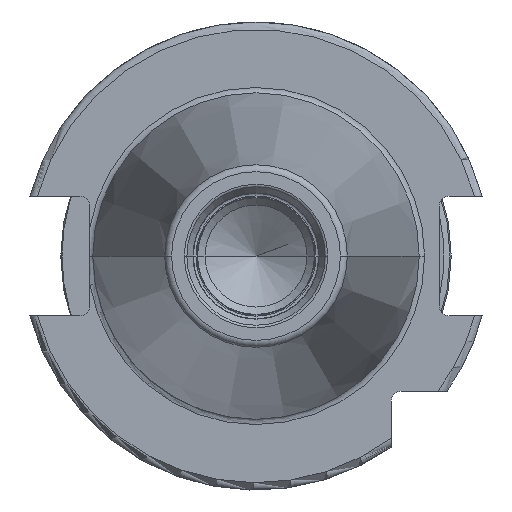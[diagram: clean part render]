
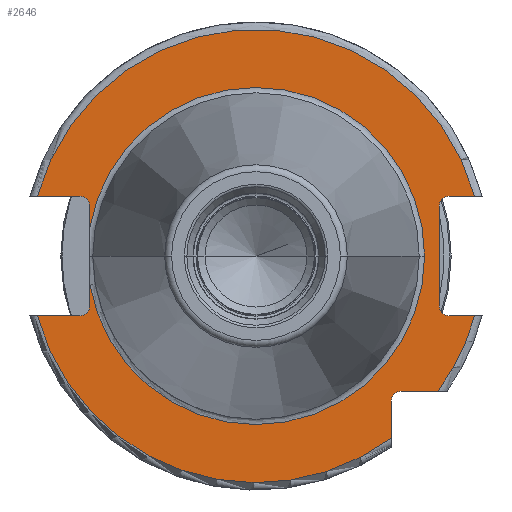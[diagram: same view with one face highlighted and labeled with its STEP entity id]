
A CAD part, left-side view. The second image highlights one B-rep face of the part: STEP entity #2646.
In plain terms, the highlighted planar face has unit normal (-1, 0, 0).
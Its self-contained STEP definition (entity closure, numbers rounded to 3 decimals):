
#105=CARTESIAN_POINT('',(3.2,22.55,-3.842));
#117=CARTESIAN_POINT('',(3.2,0.,0.));
#118=DIRECTION('',(-1.,0.,0.));
#119=DIRECTION('',(0.,0.986,-0.168));
#120=AXIS2_PLACEMENT_3D('',#117,#118,#119);
#147=CARTESIAN_POINT('',(3.2,23.9,-6.75));
#148=DIRECTION('',(1.,0.,0.));
#149=DIRECTION('',(0.,-1.,0.));
#150=AXIS2_PLACEMENT_3D('',#147,#148,#149);
#217=CARTESIAN_POINT('',(3.2,-26.2,6.75));
#218=DIRECTION('',(1.,0.,0.));
#219=DIRECTION('',(0.,1.,0.));
#220=AXIS2_PLACEMENT_3D('',#217,#218,#219);
#617=CARTESIAN_POINT('',(3.2,-26.2,-6.75));
#618=DIRECTION('',(1.,0.,0.));
#619=DIRECTION('',(0.,0.,-1.));
#620=AXIS2_PLACEMENT_3D('',#617,#618,#619);
#684=DIRECTION('',(0.,0.,-1.));
#685=VECTOR('',#684,2.908);
#686=CARTESIAN_POINT('',(3.2,22.55,6.75));
#687=LINE('',#686,#685);
#688=DIRECTION('',(0.,-1.,0.));
#689=VECTOR('',#688,5.777);
#690=CARTESIAN_POINT('',(3.2,29.677,8.1));
#691=LINE('',#690,#689);
#692=CARTESIAN_POINT('',(3.2,0.,0.));
#693=DIRECTION('',(1.,0.,0.));
#694=DIRECTION('',(0.,0.965,0.263));
#695=AXIS2_PLACEMENT_3D('',#692,#693,#694);
#697=DIRECTION('',(0.,1.,0.));
#698=VECTOR('',#697,3.477);
#699=CARTESIAN_POINT('',(3.2,-29.677,8.1));
#700=LINE('',#699,#698);
#701=DIRECTION('',(0.,0.,1.));
#702=VECTOR('',#701,13.5);
#703=CARTESIAN_POINT('',(3.2,-24.85,-6.75));
#704=LINE('',#703,#702);
#705=DIRECTION('',(0.,1.,0.));
#706=VECTOR('',#705,3.477);
#707=CARTESIAN_POINT('',(3.2,-29.677,-8.1));
#708=LINE('',#707,#706);
#709=CARTESIAN_POINT('',(3.2,0.,0.));
#710=DIRECTION('',(-1.,0.,0.));
#711=DIRECTION('',(0.,-0.803,-0.597));
#712=AXIS2_PLACEMENT_3D('',#709,#710,#711);
#714=DIRECTION('',(0.,-1.,0.));
#715=VECTOR('',#714,4.99);
#716=CARTESIAN_POINT('',(3.2,-19.7,-18.35));
#717=LINE('',#716,#715);
#718=DIRECTION('',(0.,0.,1.));
#719=VECTOR('',#718,4.99);
#720=CARTESIAN_POINT('',(3.2,-18.35,-24.69));
#721=LINE('',#720,#719);
#722=CARTESIAN_POINT('',(3.2,0.,0.));
#723=DIRECTION('',(-1.,0.,0.));
#724=DIRECTION('',(0.,0.965,-0.263));
#725=AXIS2_PLACEMENT_3D('',#722,#723,#724);
#727=DIRECTION('',(0.,-1.,0.));
#728=VECTOR('',#727,5.777);
#729=CARTESIAN_POINT('',(3.2,29.677,-8.1));
#730=LINE('',#729,#728);
#731=DIRECTION('',(0.,0.,-1.));
#732=VECTOR('',#731,2.908);
#733=CARTESIAN_POINT('',(3.2,22.55,-3.842));
#734=LINE('',#733,#732);
#744=CARTESIAN_POINT('',(3.2,23.9,6.75));
#745=DIRECTION('',(1.,0.,0.));
#746=DIRECTION('',(0.,0.,1.));
#747=AXIS2_PLACEMENT_3D('',#744,#745,#746);
#758=CARTESIAN_POINT('',(3.2,29.677,8.1));
#765=CARTESIAN_POINT('',(3.2,-29.677,8.1));
#1185=CARTESIAN_POINT('',(3.2,29.677,-8.1));
#1221=CARTESIAN_POINT('',(3.2,-29.677,-8.1));
#1248=CARTESIAN_POINT('',(3.2,-19.7,-19.7));
#1249=DIRECTION('',(1.,0.,0.));
#1250=DIRECTION('',(0.,1.,0.));
#1251=AXIS2_PLACEMENT_3D('',#1248,#1249,#1250);
#1319=CARTESIAN_POINT('',(3.2,22.55,3.842));
#1330=CARTESIAN_POINT('',(3.2,0.,0.));
#1331=DIRECTION('',(1.,0.,0.));
#1332=DIRECTION('',(0.,0.986,0.168));
#1333=AXIS2_PLACEMENT_3D('',#1330,#1331,#1332);
#1553=CARTESIAN_POINT('',(3.2,-22.875,0.));
#1555=VERTEX_POINT('',#1553);
#1695=VERTEX_POINT('',#1319);
#1697=VERTEX_POINT('',#105);
#1700=VERTEX_POINT('',#758);
#1701=VERTEX_POINT('',#765);
#1704=VERTEX_POINT('',#1185);
#1705=VERTEX_POINT('',#1221);
#1720=CARTESIAN_POINT('',(3.2,-18.35,-24.69));
#1721=VERTEX_POINT('',#1720);
#1723=CARTESIAN_POINT('',(3.2,-26.2,-8.1));
#1725=VERTEX_POINT('',#1723);
#1727=CARTESIAN_POINT('',(3.2,-26.2,8.1));
#1729=VERTEX_POINT('',#1727);
#1736=CARTESIAN_POINT('',(3.2,23.9,8.1));
#1737=VERTEX_POINT('',#1736);
#1738=CARTESIAN_POINT('',(3.2,22.55,6.75));
#1739=VERTEX_POINT('',#1738);
#1740=CARTESIAN_POINT('',(3.2,22.55,-6.75));
#1741=VERTEX_POINT('',#1740);
#1742=CARTESIAN_POINT('',(3.2,23.9,-8.1));
#1743=VERTEX_POINT('',#1742);
#1744=CARTESIAN_POINT('',(3.2,-24.85,-6.75));
#1745=CARTESIAN_POINT('',(3.2,-24.85,6.75));
#1746=VERTEX_POINT('',#1744);
#1747=VERTEX_POINT('',#1745);
#1748=CARTESIAN_POINT('',(3.2,-19.7,-18.35));
#1749=CARTESIAN_POINT('',(3.2,-24.69,-18.35));
#1750=VERTEX_POINT('',#1748);
#1751=VERTEX_POINT('',#1749);
#1752=CARTESIAN_POINT('',(3.2,-18.35,-19.7));
#1753=VERTEX_POINT('',#1752);
#2612=CARTESIAN_POINT('',(3.2,0.,0.));
#2613=DIRECTION('',(1.,0.,0.));
#2614=DIRECTION('',(0.,-1.,0.));
#2615=AXIS2_PLACEMENT_3D('',#2612,#2613,#2614);
#2616=PLANE('',#2615);
#2617=ORIENTED_EDGE('',*,*,#2011,.F.);
#2619=ORIENTED_EDGE('',*,*,#2618,.F.);
#2620=ORIENTED_EDGE('',*,*,#2117,.F.);
#2622=ORIENTED_EDGE('',*,*,#2621,.T.);
#2623=ORIENTED_EDGE('',*,*,#2145,.T.);
#2624=ORIENTED_EDGE('',*,*,#2179,.F.);
#2625=ORIENTED_EDGE('',*,*,#2208,.F.);
#2626=ORIENTED_EDGE('',*,*,#2511,.F.);
#2627=ORIENTED_EDGE('',*,*,#2545,.F.);
#2629=ORIENTED_EDGE('',*,*,#2628,.F.);
#2631=ORIENTED_EDGE('',*,*,#2630,.F.);
#2633=ORIENTED_EDGE('',*,*,#2632,.F.);
#2635=ORIENTED_EDGE('',*,*,#2634,.F.);
#2637=ORIENTED_EDGE('',*,*,#2636,.F.);
#2638=ORIENTED_EDGE('',*,*,#2586,.T.);
#2639=ORIENTED_EDGE('',*,*,#2029,.F.);
#2640=ORIENTED_EDGE('',*,*,#2016,.F.);
#2641=ORIENTED_EDGE('',*,*,#1975,.T.);
#2643=ORIENTED_EDGE('',*,*,#2642,.F.);
#2644=EDGE_LOOP('',(#2617,#2619,#2620,#2622,#2623,#2624,#2625,#2626,#2627,#2629,
#2631,#2633,#2635,#2637,#2638,#2639,#2640,#2641,#2643));
#2645=FACE_OUTER_BOUND('',#2644,.F.);
#2646=ADVANCED_FACE('',(#2645),#2616,.F.);
#121=CIRCLE('',#120,22.875);
#151=CIRCLE('',#150,1.35);
#221=CIRCLE('',#220,1.35);
#621=CIRCLE('',#620,1.35);
#696=CIRCLE('',#695,30.763);
#713=CIRCLE('',#712,30.763);
#726=CIRCLE('',#725,30.763);
#748=CIRCLE('',#747,1.35);
#1252=CIRCLE('',#1251,1.35);
#1334=CIRCLE('',#1333,22.875);
#1975=EDGE_CURVE('',#1697,#1555,#121,.T.);
#2011=EDGE_CURVE('',#1739,#1695,#687,.T.);
#2016=EDGE_CURVE('',#1697,#1741,#734,.T.);
#2029=EDGE_CURVE('',#1741,#1743,#151,.T.);
#2117=EDGE_CURVE('',#1700,#1737,#691,.T.);
#2145=EDGE_CURVE('',#1701,#1729,#700,.T.);
#2179=EDGE_CURVE('',#1747,#1729,#221,.T.);
#2208=EDGE_CURVE('',#1746,#1747,#704,.T.);
#2511=EDGE_CURVE('',#1725,#1746,#621,.T.);
#2545=EDGE_CURVE('',#1705,#1725,#708,.T.);
#2586=EDGE_CURVE('',#1704,#1743,#730,.T.);
#2618=EDGE_CURVE('',#1737,#1739,#748,.T.);
#2621=EDGE_CURVE('',#1700,#1701,#696,.T.);
#2628=EDGE_CURVE('',#1751,#1705,#713,.T.);
#2630=EDGE_CURVE('',#1750,#1751,#717,.T.);
#2632=EDGE_CURVE('',#1753,#1750,#1252,.T.);
#2634=EDGE_CURVE('',#1721,#1753,#721,.T.);
#2636=EDGE_CURVE('',#1704,#1721,#726,.T.);
#2642=EDGE_CURVE('',#1695,#1555,#1334,.T.);
